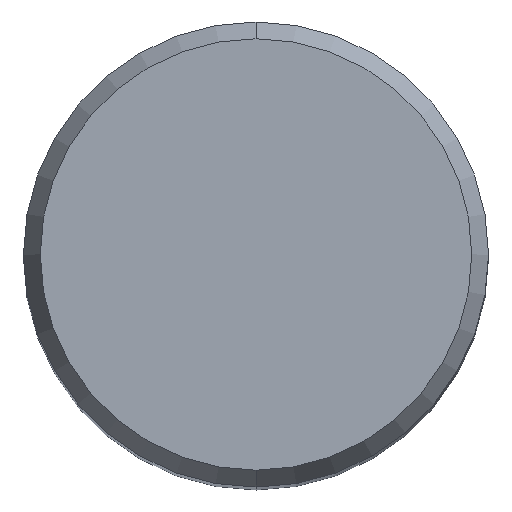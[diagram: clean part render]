
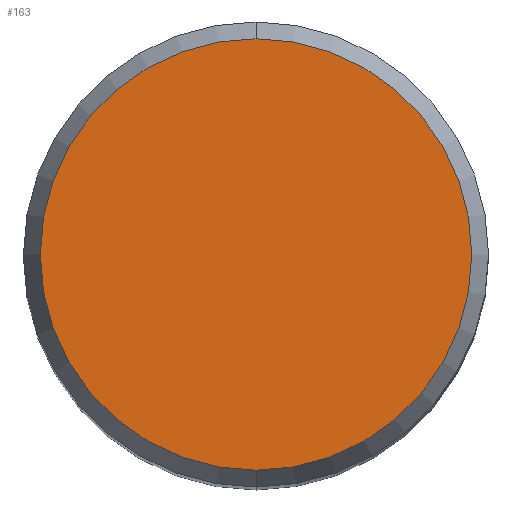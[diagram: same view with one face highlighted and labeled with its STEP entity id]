
A CAD part, top view. The second image highlights one B-rep face of the part: STEP entity #163.
In plain terms, the highlighted planar face has unit normal (0, 0, 1).
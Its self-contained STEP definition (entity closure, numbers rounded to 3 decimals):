
#95=EDGE_CURVE('',#179,#133,#224,.T.);
#133=VERTEX_POINT('',#266);
#163=ADVANCED_FACE('',(#299),#300,.T.);
#179=VERTEX_POINT('',#319);
#181=EDGE_CURVE('',#133,#179,#321,.T.);
#224=CIRCLE('',#358,5.892);
#266=CARTESIAN_POINT('',(0.0,5.892,0.01));
#299=FACE_OUTER_BOUND('',#453,.T.);
#300=PLANE('',#454);
#319=CARTESIAN_POINT('',(0.,-5.892,0.01));
#321=CIRCLE('',#480,5.892);
#358=AXIS2_PLACEMENT_3D('',#515,#516,#517);
#453=EDGE_LOOP('',(#604,#605));
#454=AXIS2_PLACEMENT_3D('',#606,#607,#608);
#480=AXIS2_PLACEMENT_3D('',#640,#641,#642);
#515=CARTESIAN_POINT('',(0.0,0.0,0.01));
#516=DIRECTION('',(0.0,0.0,-1.0));
#517=DIRECTION('',(0.0,1.0,0.0));
#604=ORIENTED_EDGE('',*,*,#181,.F.);
#605=ORIENTED_EDGE('',*,*,#95,.F.);
#606=CARTESIAN_POINT('',(0.0,2.946,0.01));
#607=DIRECTION('',(-0.0,0.0,1.0));
#608=DIRECTION('',(0.0,-1.0,0.0));
#640=CARTESIAN_POINT('',(0.0,0.0,0.01));
#641=DIRECTION('',(0.0,0.0,-1.0));
#642=DIRECTION('',(0.0,1.0,0.0));
